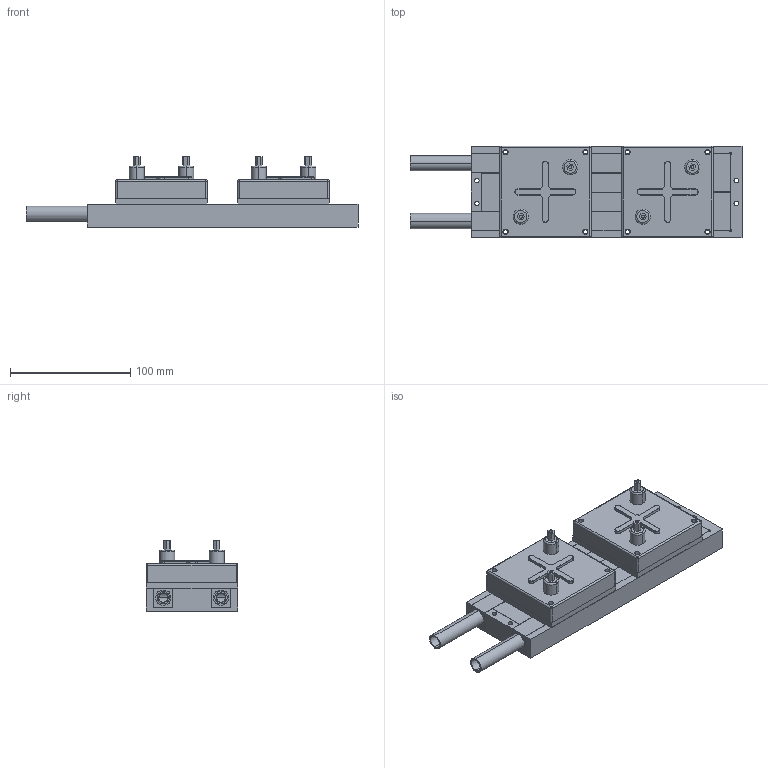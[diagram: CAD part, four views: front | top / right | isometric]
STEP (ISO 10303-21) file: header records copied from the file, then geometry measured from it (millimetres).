
FILE_DESCRIPTION (( 'STEP AP203' ), '1' );
FILE_NAME ('HT-TAP2000-2.STEP', '2017-09-26T14:06:21', ( '' ), ( '' ), 'SwSTEP 2.0', 'SolidWorks 2013', '' );
FILE_SCHEMA (( 'CONFIG_CONTROL_DESIGN' ));
Length unit declared in the file: inch
Products named in the file (11): ST-INOUT-7.75-2; RT-.5OD-2.0; BP-TAP2000-2; TAP2000 RESISTOR; HT-TAP2000-2; LARGER GAP FILL; SMALLER GAP FILL; HT-IN-OUT-ADAPTER-.4OD; HT-SIDEBYSIDE-CONNECTOR; ST-CON-6.64-2
Assembly tree (16 placements, depth 2):
  HT-TAP2000-2
    BP-TAP2000-2
    ST-INOUT-7.75-2
    ST-CON-6.64-2  x2
    TAP2000 RESISTOR  x2
    ST-INOUT-7.75-2
    HT-SIDEBYSIDE-CONNECTOR  x3
    HT-IN-OUT-ADAPTER-.4OD  x2
    RT-.5OD-2.0  x2
    LARGER GAP FILL
    SMALLER GAP FILL
Bounding box: 276.23 x 76.2 x 58.5 mm (x, y, z)
Volume: 496477 mm3; surface area: 220033.6 mm2
Topology: 18 solids, 18 shells, 451 faces, 1117 edges, 708 vertices
Faces by surface type: plane 243, cylinder 174, torus 26, sphere 8
Entity records: 9517 total; most frequent: CARTESIAN_POINT 1639, DIRECTION 1422, ORIENTED_EDGE 1308, EDGE_CURVE 654, AXIS2_PLACEMENT_3D 504, VERTEX_POINT 421, LINE 414, VECTOR 414
